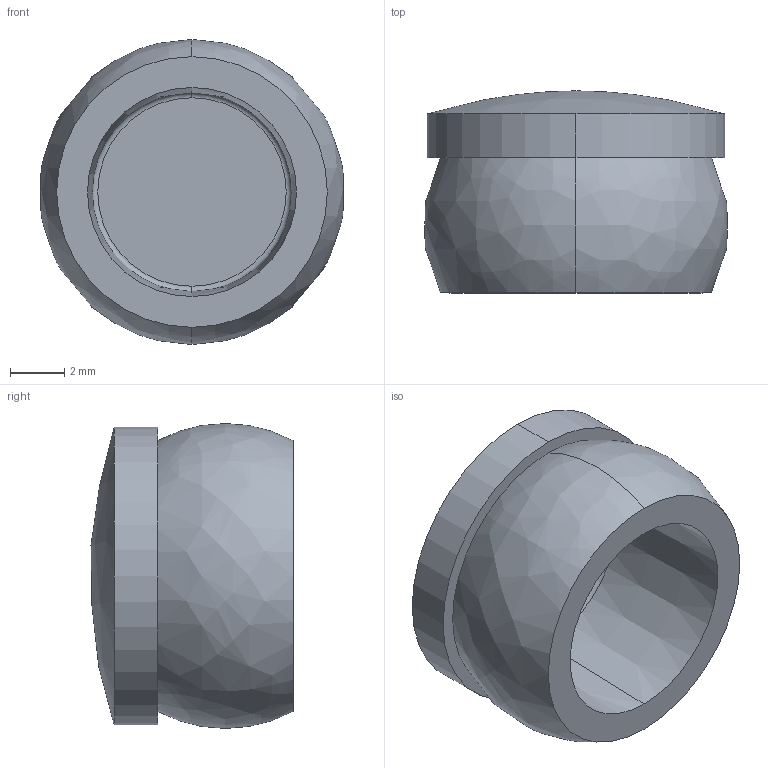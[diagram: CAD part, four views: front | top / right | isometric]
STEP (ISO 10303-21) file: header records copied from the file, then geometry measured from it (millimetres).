
FILE_DESCRIPTION (( 'STEP AP214' ), '1' );
FILE_NAME ('BASE00H1085-Bouchon D11, translucide.step', '2023-03-24T09:33:19', ( 'Altae' ), ( '' ), 'SwSTEP 2.0', 'SolidWorks 2021', '' );
FILE_SCHEMA (( 'AUTOMOTIVE_DESIGN' ));
Length unit declared in the file: millimetre
Products named in the file (1): BASE00H1085-Bouchon D11, translucide
Bounding box: 11.18 x 7.46 x 11.27 mm (x, y, z)
Volume: 422.8 mm3; surface area: 545 mm2
Topology: 1 solids, 1 shells, 12 faces, 22 edges, 14 vertices
Faces by surface type: plane 3, bspline 2, cylinder 2, cone 2, torus 2, sphere 1
Entity records: 364 total; most frequent: CARTESIAN_POINT 79, DIRECTION 62, ORIENTED_EDGE 44, AXIS2_PLACEMENT_3D 29, EDGE_CURVE 22, CIRCLE 18, VERTEX_POINT 14, EDGE_LOOP 14
